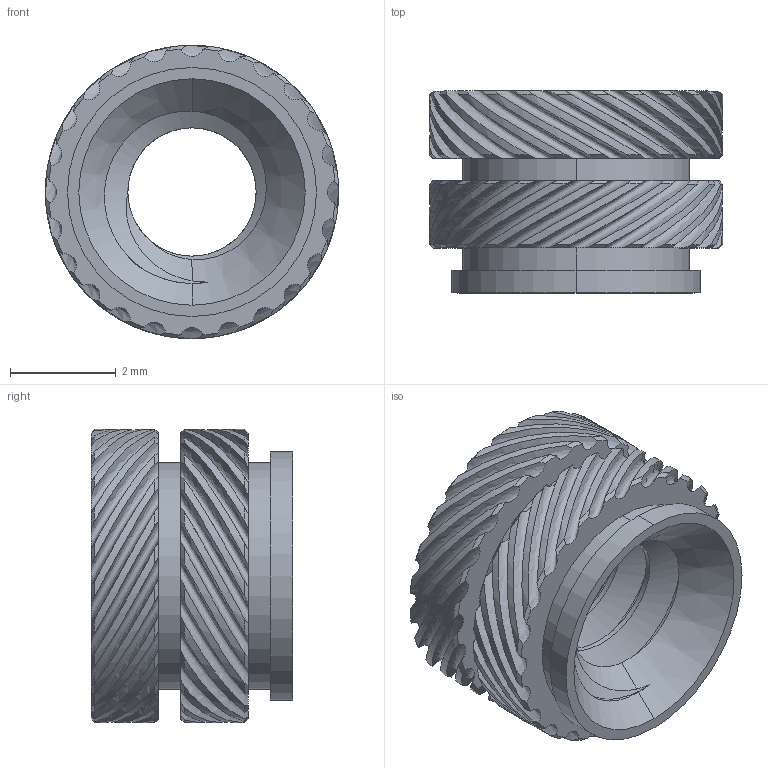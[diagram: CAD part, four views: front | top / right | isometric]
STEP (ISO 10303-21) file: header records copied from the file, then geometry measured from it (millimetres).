
FILE_DESCRIPTION (( 'STEP AP203' ), '1' );
FILE_NAME ('94459A280.STEP', '2018-05-15T13:56:11', ( '' ), ( '' ), 'SwSTEP 2.0', 'SolidWorks 2014', '' );
FILE_SCHEMA (( 'CONFIG_CONTROL_DESIGN' ));
Length unit declared in the file: inch
Products named in the file (1): 94459A280
Bounding box: 5.54 x 3.81 x 5.54 mm (x, y, z)
Volume: 44.8 mm3; surface area: 197.3 mm2
Topology: 1 solids, 1 shells, 228 faces, 668 edges, 446 vertices
Faces by surface type: cone 102, cylinder 69, bspline 51, plane 6
Entity records: 14411 total; most frequent: CARTESIAN_POINT 9137, ORIENTED_EDGE 1336, DIRECTION 902, EDGE_CURVE 668, VERTEX_POINT 446, AXIS2_PLACEMENT_3D 438, CIRCLE 260, EDGE_LOOP 234
